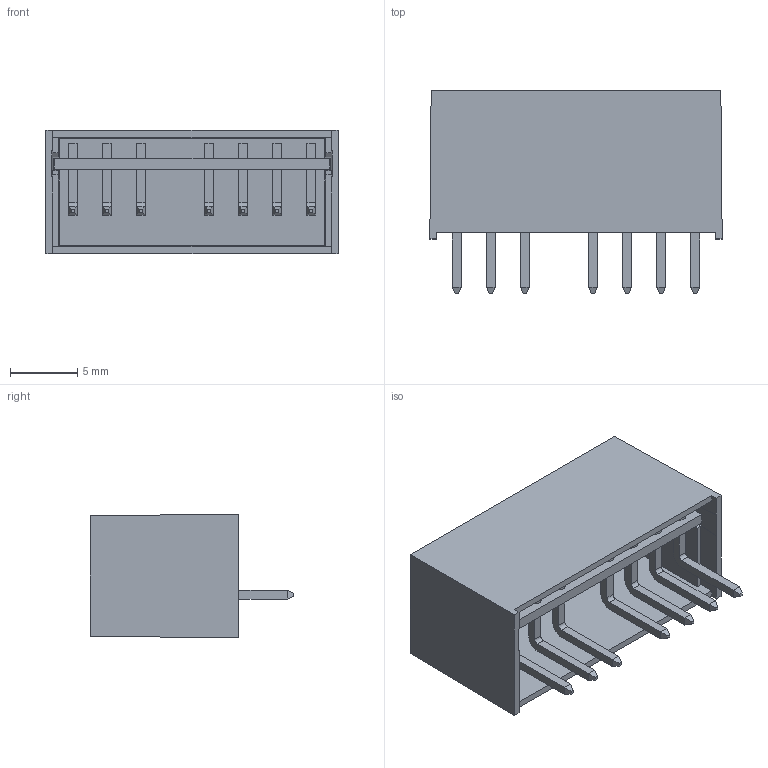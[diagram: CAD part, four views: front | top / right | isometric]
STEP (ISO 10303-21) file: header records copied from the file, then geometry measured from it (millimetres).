
FILE_DESCRIPTION (( 'STEP AP214' ), '1' );
FILE_NAME ('RS3K-2405SZ_H3.STEP', '2023-03-10T09:28:13', ( '' ), ( '' ), 'SwSTEP 2.0', 'SolidWorks 2021', '' );
FILE_SCHEMA (( 'AUTOMOTIVE_DESIGN' ));
Length unit declared in the file: millimetre
Products named in the file (2): RS3K-2405SZ_H3; RS3K-2405SZ_H3 body
Assembly tree (1 placements, depth 2):
  RS3K-2405SZ_H3
    RS3K-2405SZ_H3 body
Bounding box: 21.8 x 15.2 x 9.2 mm (x, y, z)
Volume: 625.6 mm3; surface area: 2294.2 mm2
Topology: 9 solids, 9 shells, 309 faces, 804 edges, 524 vertices
Faces by surface type: plane 224, bspline 57, cylinder 28
Entity records: 10590 total; most frequent: CARTESIAN_POINT 2848, ORIENTED_EDGE 1608, DIRECTION 1180, EDGE_CURVE 804, LINE 556, VECTOR 556, VERTEX_POINT 524, EDGE_LOOP 334
